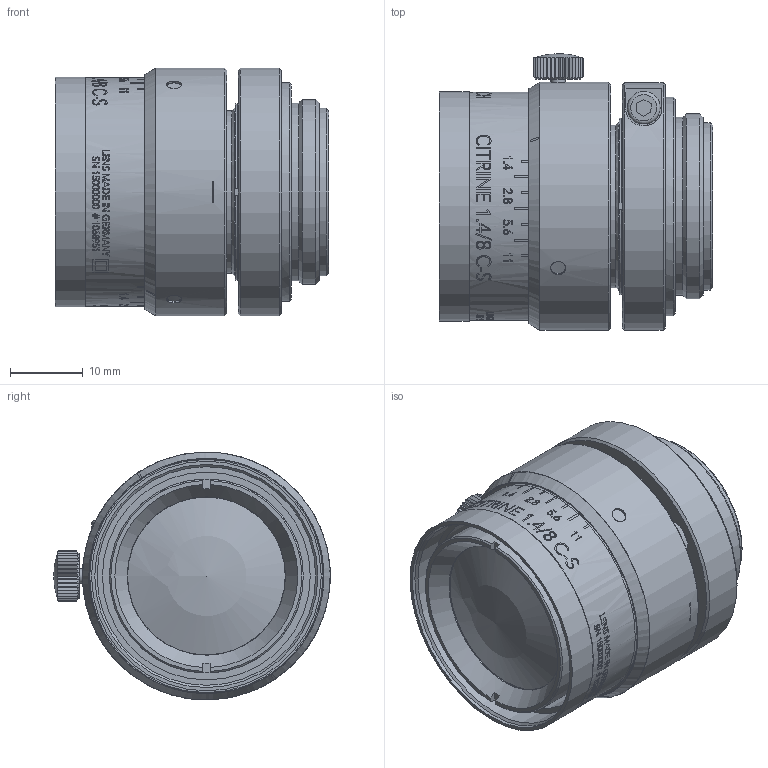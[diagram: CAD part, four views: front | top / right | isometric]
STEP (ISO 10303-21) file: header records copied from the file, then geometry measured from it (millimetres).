
FILE_DESCRIPTION(/* description */ (''),/* implementation_level */ '2;1');
FILE_NAME(/* name */ '1068951_00165393_001.stp',/* time_stamp */ '2021-10-13T16:02:51+02:00',/* author */ (''),/* organization */ (''),/* preprocessor_version */ 'ST-DEVELOPER v16',/* originating_system */ 'SIEMENS PLM Software NX 10.0',/* authorisation */ '');
FILE_SCHEMA (('AP203_CONFIGURATION_CONTROLLED_3D_DESIGN_OF_MECHANICAL_PARTS_AND_ASSEMBLIES_MIM_LF { 1 0 10303 403 2 1 2}'));
Length unit declared in the file: millimetre
Products named in the file (1): Froe45C8C203x52v
Bounding box: 37.5 x 37.94 x 34 mm (x, y, z)
Volume: 25290.1 mm3; surface area: 12368.7 mm2
Topology: 1 solids, 8 shells, 579 faces, 1949 edges, 1517 vertices
Faces by surface type: cylinder 261, plane 258, cone 48, torus 8, sphere 4
Full cylindrical faces by diameter (mm): 1 x5, 1.1 x1, 1.7 x3, 1.9 x3, 2 x1, 2.05 x3, 2.5 x1, 2.7 x3, 12.1 x1, 12.788 x1, 13.5 x1, 15.168 x1, 16.02 x1, 16.8 x2, 17.7 x1, 18.1 x1, 19.5 x1, 20 x1, 21.7 x1, 22.3 x1, 23 x2, 24.4 x1, 25.4 x1, 25.538 x1, 26.6 x1, 26.837 x1, 26.937 x1, 28.5 x1, 30 x2, 30.6 x1
Entity records: 24523 total; most frequent: CARTESIAN_POINT 8841, ORIENTED_EDGE 3651, DIRECTION 2461, EDGE_CURVE 1845, VERTEX_POINT 1492, AXIS2_PLACEMENT_3D 979, B_SPLINE_CURVE_WITH_KNOTS 905, EDGE_LOOP 835
